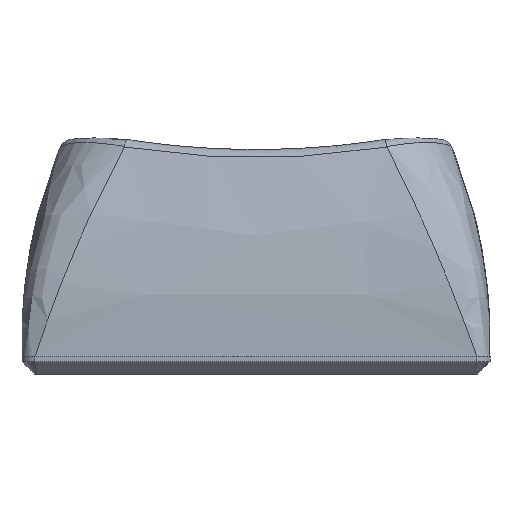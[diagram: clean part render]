
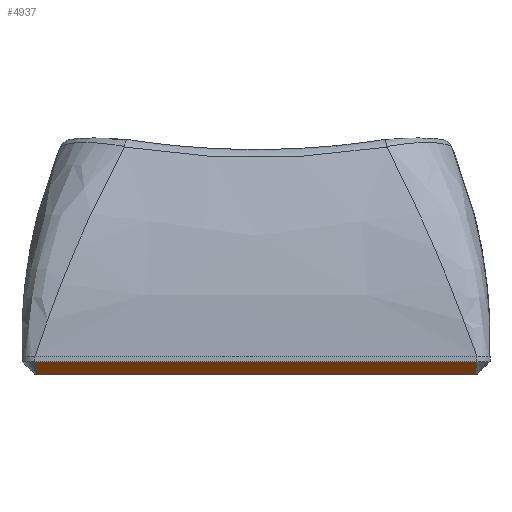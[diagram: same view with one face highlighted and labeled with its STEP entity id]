
A CAD part, front view. The second image highlights one B-rep face of the part: STEP entity #4937.
In plain terms, the highlighted planar face has unit normal (0, -0.707, -0.707).
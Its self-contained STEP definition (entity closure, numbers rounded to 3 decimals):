
#720 = PLANE('',#721);
#721 = AXIS2_PLACEMENT_3D('',#722,#723,#724);
#722 = CARTESIAN_POINT('',(-8.5,-9.,0.672));
#723 = DIRECTION('',(0.,-1.,0.));
#724 = DIRECTION('',(1.,0.,0.));
#1973 = VERTEX_POINT('',#1974);
#1974 = CARTESIAN_POINT('',(-8.5,-9.,0.48));
#2000 = EDGE_CURVE('',#1973,#2001,#2003,.T.);
#2001 = VERTEX_POINT('',#2002);
#2002 = CARTESIAN_POINT('',(8.5,-9.,0.48));
#2003 = SURFACE_CURVE('',#2004,(#2008,#2015),.PCURVE_S1.);
#2004 = LINE('',#2005,#2006);
#2005 = CARTESIAN_POINT('',(-8.5,-9.,0.48));
#2006 = VECTOR('',#2007,1.);
#2007 = DIRECTION('',(1.,0.,0.));
#2008 = PCURVE('',#720,#2009);
#2009 = DEFINITIONAL_REPRESENTATION('',(#2010),#2014);
#2010 = LINE('',#2011,#2012);
#2011 = CARTESIAN_POINT('',(0.,-0.192));
#2012 = VECTOR('',#2013,1.);
#2013 = DIRECTION('',(1.,0.));
#2014 = ( GEOMETRIC_REPRESENTATION_CONTEXT(2) 
PARAMETRIC_REPRESENTATION_CONTEXT() REPRESENTATION_CONTEXT('2D SPACE',''
  ) );
#2015 = PCURVE('',#2016,#2021);
#2016 = PLANE('',#2017);
#2017 = AXIS2_PLACEMENT_3D('',#2018,#2019,#2020);
#2018 = CARTESIAN_POINT('',(-8.5,-8.76,0.24));
#2019 = DIRECTION('',(0.,0.707,0.707)
  );
#2020 = DIRECTION('',(1.,0.,0.));
#2021 = DEFINITIONAL_REPRESENTATION('',(#2022),#2026);
#2022 = LINE('',#2023,#2024);
#2023 = CARTESIAN_POINT('',(0.,-0.339));
#2024 = VECTOR('',#2025,1.);
#2025 = DIRECTION('',(1.,0.));
#2026 = ( GEOMETRIC_REPRESENTATION_CONTEXT(2) 
PARAMETRIC_REPRESENTATION_CONTEXT() REPRESENTATION_CONTEXT('2D SPACE',''
  ) );
#3188 = CONICAL_SURFACE('',#3189,0.7,0.785);
#3189 = AXIS2_PLACEMENT_3D('',#3190,#3191,#3192);
#3190 = CARTESIAN_POINT('',(8.323,-8.323,0.48));
#3191 = DIRECTION('',(-0.,-0.,1.));
#3192 = DIRECTION('',(0.967,-0.253,0.));
#4937 = ADVANCED_FACE('',(#4938),#2016,.F.);
#4938 = FACE_BOUND('',#4939,.F.);
#4939 = EDGE_LOOP('',(#4940,#4975,#4976,#5006));
#4940 = ORIENTED_EDGE('',*,*,#4941,.F.);
#4941 = EDGE_CURVE('',#1973,#4942,#4944,.T.);
#4942 = VERTEX_POINT('',#4943);
#4943 = CARTESIAN_POINT('',(-8.42,-8.52,0.));
#4944 = SURFACE_CURVE('',#4945,(#4950,#4957),.PCURVE_S1.);
#4945 = PARABOLA('',#4946,0.008);
#4946 = AXIS2_PLACEMENT_3D('',#4947,#4948,#4949);
#4947 = CARTESIAN_POINT('',(-8.323,-8.311,
    -0.209));
#4948 = DIRECTION('',(0.,0.707,0.707)
  );
#4949 = DIRECTION('',(0.,-0.707,0.707)
  );
#4950 = PCURVE('',#2016,#4951);
#4951 = DEFINITIONAL_REPRESENTATION('',(#4952),#4956);
#4952 = B_SPLINE_CURVE_WITH_KNOTS('',2,(#4953,#4954,#4955),
  .UNSPECIFIED.,.F.,.F.,(3,3),(-0.177,-0.098),
  .PIECEWISE_BEZIER_KNOTS.);
#4953 = CARTESIAN_POINT('',(0.,-0.339));
#4954 = CARTESIAN_POINT('',(0.04,0.098));
#4955 = CARTESIAN_POINT('',(0.08,0.339));
#4956 = ( GEOMETRIC_REPRESENTATION_CONTEXT(2) 
PARAMETRIC_REPRESENTATION_CONTEXT() REPRESENTATION_CONTEXT('2D SPACE',''
  ) );
#4957 = PCURVE('',#4958,#4963);
#4958 = CONICAL_SURFACE('',#4959,0.7,0.785);
#4959 = AXIS2_PLACEMENT_3D('',#4960,#4961,#4962);
#4960 = CARTESIAN_POINT('',(-8.323,-8.323,0.48));
#4961 = DIRECTION('',(-0.,-0.,1.));
#4962 = DIRECTION('',(-0.253,-0.967,-0.));
#4963 = DEFINITIONAL_REPRESENTATION('',(#4964),#4974);
#4964 = B_SPLINE_CURVE_WITH_KNOTS('',8,(#4965,#4966,#4967,#4968,#4969,
    #4970,#4971,#4972,#4973),.UNSPECIFIED.,.F.,.F.,(9,9),(
    -0.177,-0.098),.PIECEWISE_BEZIER_KNOTS.);
#4965 = CARTESIAN_POINT('',(0.,0.));
#4966 = CARTESIAN_POINT('',(-0.014,-0.077));
#4967 = CARTESIAN_POINT('',(-0.03,-0.15));
#4968 = CARTESIAN_POINT('',(-0.048,-0.217));
#4969 = CARTESIAN_POINT('',(-0.069,-0.28));
#4970 = CARTESIAN_POINT('',(-0.094,-0.337));
#4971 = CARTESIAN_POINT('',(-0.123,-0.39));
#4972 = CARTESIAN_POINT('',(-0.158,-0.437));
#4973 = CARTESIAN_POINT('',(-0.203,-0.48));
#4974 = ( GEOMETRIC_REPRESENTATION_CONTEXT(2) 
PARAMETRIC_REPRESENTATION_CONTEXT() REPRESENTATION_CONTEXT('2D SPACE',''
  ) );
#4975 = ORIENTED_EDGE('',*,*,#2000,.T.);
#4976 = ORIENTED_EDGE('',*,*,#4977,.T.);
#4977 = EDGE_CURVE('',#2001,#4978,#4980,.T.);
#4978 = VERTEX_POINT('',#4979);
#4979 = CARTESIAN_POINT('',(8.42,-8.52,0.));
#4980 = SURFACE_CURVE('',#4981,(#4986,#4993),.PCURVE_S1.);
#4981 = PARABOLA('',#4982,0.008);
#4982 = AXIS2_PLACEMENT_3D('',#4983,#4984,#4985);
#4983 = CARTESIAN_POINT('',(8.323,-8.311,
    -0.209));
#4984 = DIRECTION('',(0.,-0.707,-0.707
    ));
#4985 = DIRECTION('',(0.,-0.707,0.707)
  );
#4986 = PCURVE('',#2016,#4987);
#4987 = DEFINITIONAL_REPRESENTATION('',(#4988),#4992);
#4988 = B_SPLINE_CURVE_WITH_KNOTS('',2,(#4989,#4990,#4991),
  .UNSPECIFIED.,.F.,.F.,(3,3),(-0.177,-0.098),
  .PIECEWISE_BEZIER_KNOTS.);
#4989 = CARTESIAN_POINT('',(17.,-0.339));
#4990 = CARTESIAN_POINT('',(16.96,0.098));
#4991 = CARTESIAN_POINT('',(16.92,0.339));
#4992 = ( GEOMETRIC_REPRESENTATION_CONTEXT(2) 
PARAMETRIC_REPRESENTATION_CONTEXT() REPRESENTATION_CONTEXT('2D SPACE',''
  ) );
#4993 = PCURVE('',#3188,#4994);
#4994 = DEFINITIONAL_REPRESENTATION('',(#4995),#5005);
#4995 = B_SPLINE_CURVE_WITH_KNOTS('',8,(#4996,#4997,#4998,#4999,#5000,
    #5001,#5002,#5003,#5004),.UNSPECIFIED.,.F.,.F.,(9,9),(
    -0.177,-0.098),.PIECEWISE_BEZIER_KNOTS.);
#4996 = CARTESIAN_POINT('',(-1.059,0.));
#4997 = CARTESIAN_POINT('',(-1.045,-0.077));
#4998 = CARTESIAN_POINT('',(-1.029,-0.15));
#4999 = CARTESIAN_POINT('',(-1.01,-0.217));
#5000 = CARTESIAN_POINT('',(-0.99,-0.28));
#5001 = CARTESIAN_POINT('',(-0.965,-0.337));
#5002 = CARTESIAN_POINT('',(-0.936,-0.39));
#5003 = CARTESIAN_POINT('',(-0.901,-0.437));
#5004 = CARTESIAN_POINT('',(-0.856,-0.48));
#5005 = ( GEOMETRIC_REPRESENTATION_CONTEXT(2) 
PARAMETRIC_REPRESENTATION_CONTEXT() REPRESENTATION_CONTEXT('2D SPACE',''
  ) );
#5006 = ORIENTED_EDGE('',*,*,#5007,.F.);
#5007 = EDGE_CURVE('',#4942,#4978,#5008,.T.);
#5008 = SURFACE_CURVE('',#5009,(#5013,#5020),.PCURVE_S1.);
#5009 = LINE('',#5010,#5011);
#5010 = CARTESIAN_POINT('',(-8.5,-8.52,0.));
#5011 = VECTOR('',#5012,1.);
#5012 = DIRECTION('',(1.,0.,0.));
#5013 = PCURVE('',#2016,#5014);
#5014 = DEFINITIONAL_REPRESENTATION('',(#5015),#5019);
#5015 = LINE('',#5016,#5017);
#5016 = CARTESIAN_POINT('',(0.,0.339));
#5017 = VECTOR('',#5018,1.);
#5018 = DIRECTION('',(1.,0.));
#5019 = ( GEOMETRIC_REPRESENTATION_CONTEXT(2) 
PARAMETRIC_REPRESENTATION_CONTEXT() REPRESENTATION_CONTEXT('2D SPACE',''
  ) );
#5020 = PCURVE('',#5021,#5026);
#5021 = PLANE('',#5022);
#5022 = AXIS2_PLACEMENT_3D('',#5023,#5024,#5025);
#5023 = CARTESIAN_POINT('',(8.5,9.,0.));
#5024 = DIRECTION('',(0.,0.,-1.));
#5025 = DIRECTION('',(-1.,0.,0.));
#5026 = DEFINITIONAL_REPRESENTATION('',(#5027),#5031);
#5027 = LINE('',#5028,#5029);
#5028 = CARTESIAN_POINT('',(17.,-17.52));
#5029 = VECTOR('',#5030,1.);
#5030 = DIRECTION('',(-1.,0.));
#5031 = ( GEOMETRIC_REPRESENTATION_CONTEXT(2) 
PARAMETRIC_REPRESENTATION_CONTEXT() REPRESENTATION_CONTEXT('2D SPACE',''
  ) );
